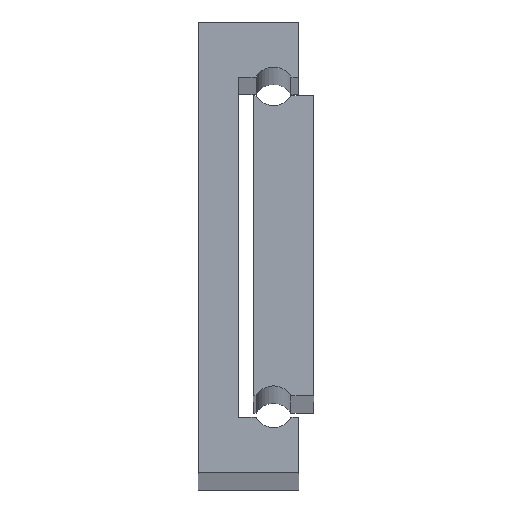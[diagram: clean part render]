
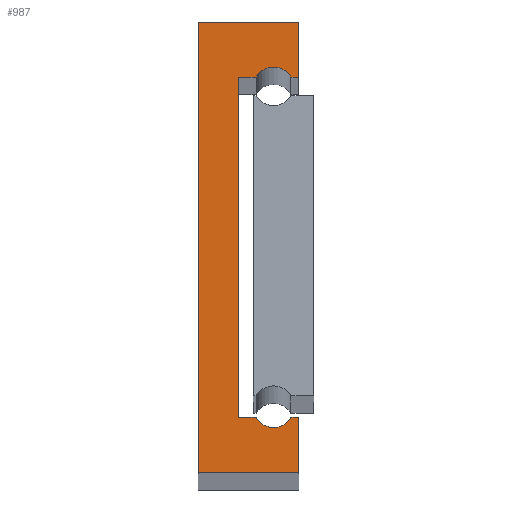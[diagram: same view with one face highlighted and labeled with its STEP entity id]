
A CAD part, top view. The second image highlights one B-rep face of the part: STEP entity #987.
In plain terms, the highlighted planar face has unit normal (0, 0, 1).
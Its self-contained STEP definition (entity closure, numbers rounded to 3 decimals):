
#23 = EDGE_CURVE ( 'NONE', #769, #2464, #2725, .T. ) ;
#30 = DIRECTION ( 'NONE',  ( 1., 0., 0. ) ) ;
#42 = ORIENTED_EDGE ( 'NONE', *, *, #1642, .T. ) ;
#47 = CARTESIAN_POINT ( 'NONE',  ( 15., 77., 1000. ) ) ;
#62 = ORIENTED_EDGE ( 'NONE', *, *, #1256, .T. ) ;
#76 = ORIENTED_EDGE ( 'NONE', *, *, #966, .T. ) ;
#93 = DIRECTION ( 'NONE',  ( -1., 0., 0. ) ) ;
#102 = LINE ( 'NONE', #945, #2628 ) ;
#214 = CARTESIAN_POINT ( 'NONE',  ( 15., 77., 1000. ) ) ;
#226 = VERTEX_POINT ( 'NONE', #1021 ) ;
#245 = VECTOR ( 'NONE', #2597, 1000. ) ;
#271 = EDGE_LOOP ( 'NONE', ( #687, #1796, #1308, #1719, #710, #713, #526, #76, #62, #1270, #42, #2244 ) ) ;
#320 = LINE ( 'NONE', #1998, #2063 ) ;
#330 = DIRECTION ( 'NONE',  ( 0., -1., 0. ) ) ;
#350 = CARTESIAN_POINT ( 'NONE',  ( 20., 11., 1000. ) ) ;
#374 = CARTESIAN_POINT ( 'NONE',  ( 20., 11., 1000. ) ) ;
#405 = EDGE_CURVE ( 'NONE', #1259, #1645, #2555, .T. ) ;
#447 = DIRECTION ( 'NONE',  ( -1., 0., 0. ) ) ;
#496 = VERTEX_POINT ( 'NONE', #2385 ) ;
#526 = ORIENTED_EDGE ( 'NONE', *, *, #405, .T. ) ;
#552 = CARTESIAN_POINT ( 'NONE',  ( 18.464, 11., 1000. ) ) ;
#564 = CARTESIAN_POINT ( 'NONE',  ( 18.464, 79., 1000. ) ) ;
#566 = EDGE_CURVE ( 'NONE', #1558, #496, #102, .T. ) ;
#610 = EDGE_CURVE ( 'NONE', #2464, #1560, #2213, .T. ) ;
#647 = AXIS2_PLACEMENT_3D ( 'NONE', #1677, #2282, #2250 ) ;
#687 = ORIENTED_EDGE ( 'NONE', *, *, #2394, .T. ) ;
#710 = ORIENTED_EDGE ( 'NONE', *, *, #1736, .T. ) ;
#713 = ORIENTED_EDGE ( 'NONE', *, *, #1456, .T. ) ;
#738 = VECTOR ( 'NONE', #447, 1000. ) ;
#763 = DIRECTION ( 'NONE',  ( 1., 0., 0. ) ) ;
#769 = VERTEX_POINT ( 'NONE', #2729 ) ;
#840 = VERTEX_POINT ( 'NONE', #856 ) ;
#856 = CARTESIAN_POINT ( 'NONE',  ( 0., 90., 1000. ) ) ;
#884 = LINE ( 'NONE', #2351, #1756 ) ;
#906 = DIRECTION ( 'NONE',  ( 0., 0., -1. ) ) ;
#913 = VECTOR ( 'NONE', #2592, 1000. ) ;
#917 = LINE ( 'NONE', #2550, #1520 ) ;
#945 = CARTESIAN_POINT ( 'NONE',  ( 20., 79., 1000. ) ) ;
#966 = EDGE_CURVE ( 'NONE', #1645, #2309, #884, .T. ) ;
#987 = ADVANCED_FACE ( 'NONE', ( #1744 ), #1950, .F. ) ;
#1021 = CARTESIAN_POINT ( 'NONE',  ( 11.536, 11., 1000. ) ) ;
#1115 = VERTEX_POINT ( 'NONE', #552 ) ;
#1116 = DIRECTION ( 'NONE',  ( 0., 0., -1. ) ) ;
#1256 = EDGE_CURVE ( 'NONE', #2309, #1558, #1526, .T. ) ;
#1259 = VERTEX_POINT ( 'NONE', #1294 ) ;
#1270 = ORIENTED_EDGE ( 'NONE', *, *, #566, .T. ) ;
#1294 = CARTESIAN_POINT ( 'NONE',  ( 8., 11., 1000. ) ) ;
#1298 = DIRECTION ( 'NONE',  ( 1., 0., 0. ) ) ;
#1308 = ORIENTED_EDGE ( 'NONE', *, *, #610, .T. ) ;
#1327 = VERTEX_POINT ( 'NONE', #1903 ) ;
#1443 = VECTOR ( 'NONE', #2683, 1000. ) ;
#1456 = EDGE_CURVE ( 'NONE', #226, #1259, #320, .T. ) ;
#1520 = VECTOR ( 'NONE', #2576, 1000. ) ;
#1526 = CIRCLE ( 'NONE', #2360, 4. ) ;
#1558 = VERTEX_POINT ( 'NONE', #564 ) ;
#1560 = VERTEX_POINT ( 'NONE', #350 ) ;
#1608 = EDGE_CURVE ( 'NONE', #1327, #840, #917, .T. ) ;
#1642 = EDGE_CURVE ( 'NONE', #496, #1327, #1705, .T. ) ;
#1645 = VERTEX_POINT ( 'NONE', #2148 ) ;
#1677 = CARTESIAN_POINT ( 'NONE',  ( 15., 13., 1000. ) ) ;
#1705 = LINE ( 'NONE', #2122, #913 ) ;
#1719 = ORIENTED_EDGE ( 'NONE', *, *, #2535, .T. ) ;
#1736 = EDGE_CURVE ( 'NONE', #1115, #226, #1972, .T. ) ;
#1744 = FACE_OUTER_BOUND ( 'NONE', #271, .T. ) ;
#1754 = DIRECTION ( 'NONE',  ( -1., 0., 0. ) ) ;
#1756 = VECTOR ( 'NONE', #1298, 1000. ) ;
#1796 = ORIENTED_EDGE ( 'NONE', *, *, #23, .T. ) ;
#1814 = CARTESIAN_POINT ( 'NONE',  ( 20., 0., 1000. ) ) ;
#1841 = CARTESIAN_POINT ( 'NONE',  ( 20., 0., 1000. ) ) ;
#1888 = AXIS2_PLACEMENT_3D ( 'NONE', #47, #906, #2577 ) ;
#1903 = CARTESIAN_POINT ( 'NONE',  ( 20., 90., 1000. ) ) ;
#1940 = CARTESIAN_POINT ( 'NONE',  ( 8., 11., 1000. ) ) ;
#1950 = PLANE ( 'NONE',  #1888 ) ;
#1961 = VECTOR ( 'NONE', #330, 1000. ) ;
#1972 = CIRCLE ( 'NONE', #647, 4. ) ;
#1998 = CARTESIAN_POINT ( 'NONE',  ( 11.536, 11., 1000. ) ) ;
#2063 = VECTOR ( 'NONE', #93, 1000. ) ;
#2106 = CARTESIAN_POINT ( 'NONE',  ( 11.536, 79., 1000. ) ) ;
#2122 = CARTESIAN_POINT ( 'NONE',  ( 20., 90., 1000. ) ) ;
#2148 = CARTESIAN_POINT ( 'NONE',  ( 8., 79., 1000. ) ) ;
#2213 = LINE ( 'NONE', #1841, #1443 ) ;
#2230 = CARTESIAN_POINT ( 'NONE',  ( 0., 0., 1000. ) ) ;
#2244 = ORIENTED_EDGE ( 'NONE', *, *, #1608, .T. ) ;
#2250 = DIRECTION ( 'NONE',  ( 1., 0., 0. ) ) ;
#2282 = DIRECTION ( 'NONE',  ( 0., 0., -1. ) ) ;
#2309 = VERTEX_POINT ( 'NONE', #2106 ) ;
#2329 = VECTOR ( 'NONE', #30, 1000. ) ;
#2351 = CARTESIAN_POINT ( 'NONE',  ( 11.536, 79., 1000. ) ) ;
#2360 = AXIS2_PLACEMENT_3D ( 'NONE', #214, #1116, #1754 ) ;
#2363 = CARTESIAN_POINT ( 'NONE',  ( 0., 0., 1000. ) ) ;
#2385 = CARTESIAN_POINT ( 'NONE',  ( 20., 79., 1000. ) ) ;
#2394 = EDGE_CURVE ( 'NONE', #840, #769, #2442, .T. ) ;
#2442 = LINE ( 'NONE', #2230, #1961 ) ;
#2464 = VERTEX_POINT ( 'NONE', #1814 ) ;
#2535 = EDGE_CURVE ( 'NONE', #1560, #1115, #2667, .T. ) ;
#2550 = CARTESIAN_POINT ( 'NONE',  ( 0., 90., 1000. ) ) ;
#2555 = LINE ( 'NONE', #1940, #245 ) ;
#2576 = DIRECTION ( 'NONE',  ( -1., 0., 0. ) ) ;
#2577 = DIRECTION ( 'NONE',  ( -1., 0., 0. ) ) ;
#2592 = DIRECTION ( 'NONE',  ( 0., 1., 0. ) ) ;
#2597 = DIRECTION ( 'NONE',  ( 0., 1., 0. ) ) ;
#2628 = VECTOR ( 'NONE', #763, 1000. ) ;
#2667 = LINE ( 'NONE', #374, #738 ) ;
#2683 = DIRECTION ( 'NONE',  ( 0., 1., 0. ) ) ;
#2725 = LINE ( 'NONE', #2363, #2329 ) ;
#2729 = CARTESIAN_POINT ( 'NONE',  ( 0., 0., 1000. ) ) ;
